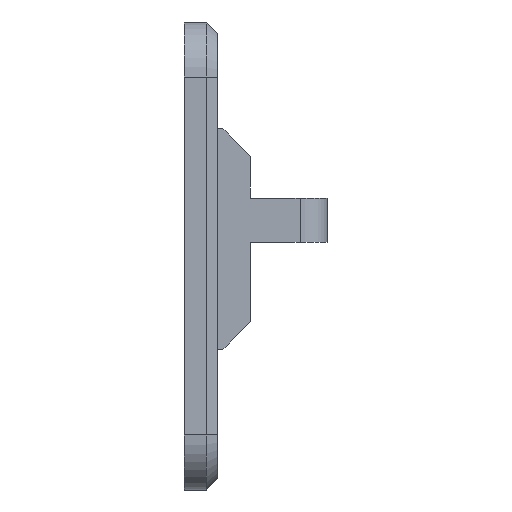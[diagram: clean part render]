
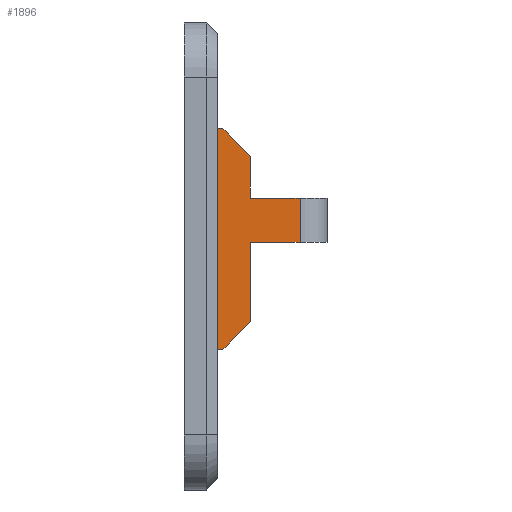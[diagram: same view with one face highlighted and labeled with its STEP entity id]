
A CAD part, left-side view. The second image highlights one B-rep face of the part: STEP entity #1896.
In plain terms, the highlighted planar face has unit normal (-1, 0, 0).
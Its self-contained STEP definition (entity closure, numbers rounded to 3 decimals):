
#29 = VERTEX_POINT ( 'NONE', #1139 ) ;
#63 = DIRECTION ( 'NONE',  ( 0., 0.707, 0.707 ) ) ;
#77 = CARTESIAN_POINT ( 'NONE',  ( -13.909, -1.2, 3.617 ) ) ;
#111 = AXIS2_PLACEMENT_3D ( 'NONE', #2401, #348, #1472 ) ;
#112 = DIRECTION ( 'NONE',  ( 0., 0., 1. ) ) ;
#123 = CARTESIAN_POINT ( 'NONE',  ( -13.909, -0.2, -3.383 ) ) ;
#135 = DIRECTION ( 'NONE',  ( 0., 1., 0. ) ) ;
#189 = LINE ( 'NONE', #1112, #292 ) ;
#268 = EDGE_CURVE ( 'NONE', #304, #1759, #1093, .T. ) ;
#292 = VECTOR ( 'NONE', #2033, 1000. ) ;
#304 = VERTEX_POINT ( 'NONE', #437 ) ;
#318 = EDGE_CURVE ( 'NONE', #683, #29, #1576, .T. ) ;
#348 = DIRECTION ( 'NONE',  ( 1., 0., 0. ) ) ;
#361 = LINE ( 'NONE', #2199, #2412 ) ;
#401 = ORIENTED_EDGE ( 'NONE', *, *, #268, .T. ) ;
#429 = VECTOR ( 'NONE', #1772, 1000. ) ;
#437 = CARTESIAN_POINT ( 'NONE',  ( -13.909, -0.2, 4.617 ) ) ;
#484 = EDGE_CURVE ( 'NONE', #1795, #304, #2536, .T. ) ;
#637 = VERTEX_POINT ( 'NONE', #123 ) ;
#642 = VECTOR ( 'NONE', #1264, 1000. ) ;
#683 = VERTEX_POINT ( 'NONE', #811 ) ;
#689 = EDGE_CURVE ( 'NONE', #637, #918, #361, .T. ) ;
#811 = CARTESIAN_POINT ( 'NONE',  ( -13.909, -3., 0.5 ) ) ;
#815 = LINE ( 'NONE', #2157, #1270 ) ;
#828 = LINE ( 'NONE', #2155, #1031 ) ;
#850 = LINE ( 'NONE', #1326, #642 ) ;
#918 = VERTEX_POINT ( 'NONE', #1646 ) ;
#950 = ORIENTED_EDGE ( 'NONE', *, *, #318, .F. ) ;
#972 = CARTESIAN_POINT ( 'NONE',  ( -13.909, -1.2, 3.617 ) ) ;
#1019 = ORIENTED_EDGE ( 'NONE', *, *, #2762, .T. ) ;
#1031 = VECTOR ( 'NONE', #1755, 1000. ) ;
#1086 = EDGE_CURVE ( 'NONE', #637, #1744, #189, .T. ) ;
#1087 = EDGE_LOOP ( 'NONE', ( #2710, #1790, #2409, #950, #1926, #1019, #1526, #2682, #401, #2013 ) ) ;
#1093 = LINE ( 'NONE', #1807, #429 ) ;
#1112 = CARTESIAN_POINT ( 'NONE',  ( -13.909, -1.2, -2.383 ) ) ;
#1139 = CARTESIAN_POINT ( 'NONE',  ( -13.909, -1.2, 0.5 ) ) ;
#1162 = CARTESIAN_POINT ( 'NONE',  ( -13.909, -3., 2.1 ) ) ;
#1264 = DIRECTION ( 'NONE',  ( 0., 1., 0. ) ) ;
#1270 = VECTOR ( 'NONE', #112, 1000. ) ;
#1306 = DIRECTION ( 'NONE',  ( 0., 1., 0. ) ) ;
#1326 = CARTESIAN_POINT ( 'NONE',  ( -13.909, -4., 2.1 ) ) ;
#1392 = CARTESIAN_POINT ( 'NONE',  ( -13.909, -1.2, 2.1 ) ) ;
#1398 = DIRECTION ( 'NONE',  ( 0., 0., -1. ) ) ;
#1411 = CARTESIAN_POINT ( 'NONE',  ( -13.909, -1.2, -3.383 ) ) ;
#1472 = DIRECTION ( 'NONE',  ( 0., 0., -1. ) ) ;
#1515 = VECTOR ( 'NONE', #1398, 1000. ) ;
#1526 = ORIENTED_EDGE ( 'NONE', *, *, #1618, .F. ) ;
#1576 = LINE ( 'NONE', #2705, #2886 ) ;
#1618 = EDGE_CURVE ( 'NONE', #1795, #2236, #1894, .T. ) ;
#1646 = CARTESIAN_POINT ( 'NONE',  ( -13.909, 0., -3.383 ) ) ;
#1699 = PLANE ( 'NONE',  #111 ) ;
#1744 = VERTEX_POINT ( 'NONE', #2610 ) ;
#1755 = DIRECTION ( 'NONE',  ( 0., 0., -1. ) ) ;
#1759 = VERTEX_POINT ( 'NONE', #2834 ) ;
#1772 = DIRECTION ( 'NONE',  ( 0., 1., 0. ) ) ;
#1785 = EDGE_CURVE ( 'NONE', #1759, #918, #828, .T. ) ;
#1790 = ORIENTED_EDGE ( 'NONE', *, *, #1086, .T. ) ;
#1795 = VERTEX_POINT ( 'NONE', #77 ) ;
#1807 = CARTESIAN_POINT ( 'NONE',  ( -13.909, -1.2, 4.617 ) ) ;
#1838 = EDGE_CURVE ( 'NONE', #683, #2440, #815, .T. ) ;
#1894 = LINE ( 'NONE', #1411, #2169 ) ;
#1896 = ADVANCED_FACE ( 'NONE', ( #2190 ), #1699, .F. ) ;
#1926 = ORIENTED_EDGE ( 'NONE', *, *, #1838, .T. ) ;
#2013 = ORIENTED_EDGE ( 'NONE', *, *, #1785, .T. ) ;
#2033 = DIRECTION ( 'NONE',  ( 0., -0.707, 0.707 ) ) ;
#2155 = CARTESIAN_POINT ( 'NONE',  ( -13.909, 0., -3.383 ) ) ;
#2157 = CARTESIAN_POINT ( 'NONE',  ( -13.909, -3., 2.1 ) ) ;
#2169 = VECTOR ( 'NONE', #2782, 1000. ) ;
#2190 = FACE_OUTER_BOUND ( 'NONE', #1087, .T. ) ;
#2199 = CARTESIAN_POINT ( 'NONE',  ( -13.909, -1.2, -3.383 ) ) ;
#2236 = VERTEX_POINT ( 'NONE', #1392 ) ;
#2301 = CARTESIAN_POINT ( 'NONE',  ( -13.909, -1.2, -3.383 ) ) ;
#2401 = CARTESIAN_POINT ( 'NONE',  ( -13.909, -1.2, -3.383 ) ) ;
#2409 = ORIENTED_EDGE ( 'NONE', *, *, #2792, .F. ) ;
#2412 = VECTOR ( 'NONE', #135, 1000. ) ;
#2440 = VERTEX_POINT ( 'NONE', #1162 ) ;
#2536 = LINE ( 'NONE', #972, #2837 ) ;
#2610 = CARTESIAN_POINT ( 'NONE',  ( -13.909, -1.2, -2.383 ) ) ;
#2682 = ORIENTED_EDGE ( 'NONE', *, *, #484, .T. ) ;
#2705 = CARTESIAN_POINT ( 'NONE',  ( -13.909, -4., 0.5 ) ) ;
#2710 = ORIENTED_EDGE ( 'NONE', *, *, #689, .F. ) ;
#2762 = EDGE_CURVE ( 'NONE', #2440, #2236, #850, .T. ) ;
#2782 = DIRECTION ( 'NONE',  ( 0., 0., -1. ) ) ;
#2792 = EDGE_CURVE ( 'NONE', #29, #1744, #2952, .T. ) ;
#2834 = CARTESIAN_POINT ( 'NONE',  ( -13.909, 0., 4.617 ) ) ;
#2837 = VECTOR ( 'NONE', #63, 1000. ) ;
#2886 = VECTOR ( 'NONE', #1306, 1000. ) ;
#2952 = LINE ( 'NONE', #2301, #1515 ) ;
